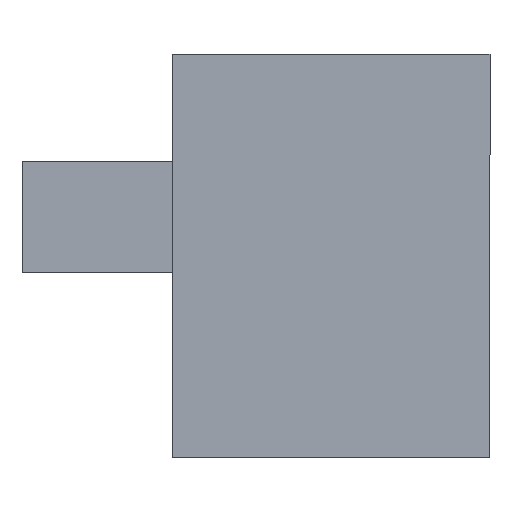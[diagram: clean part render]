
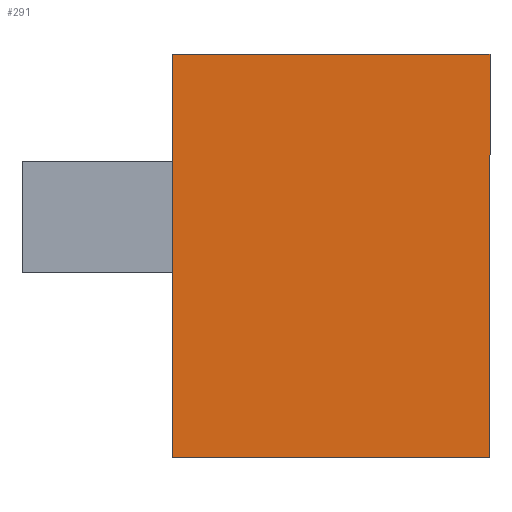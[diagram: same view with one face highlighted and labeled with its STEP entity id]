
A CAD part, front view. The second image highlights one B-rep face of the part: STEP entity #291.
In plain terms, the highlighted planar face has unit normal (0, -1, 0).
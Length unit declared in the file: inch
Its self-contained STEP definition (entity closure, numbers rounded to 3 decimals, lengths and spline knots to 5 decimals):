
#30=FACE_OUTER_BOUND('',#48,.T.);
#48=EDGE_LOOP('',(#246,#247,#248,#249));
#74=LINE('',#453,#110);
#78=LINE('',#461,#114);
#81=LINE('',#467,#117);
#84=LINE('',#472,#120);
#110=VECTOR('',#377,0.3937);
#114=VECTOR('',#383,0.3937);
#117=VECTOR('',#388,0.3937);
#120=VECTOR('',#393,0.3937);
#138=VERTEX_POINT('',#451);
#139=VERTEX_POINT('',#452);
#142=VERTEX_POINT('',#460);
#144=VERTEX_POINT('',#466);
#170=EDGE_CURVE('',#138,#139,#74,.T.);
#174=EDGE_CURVE('',#139,#142,#78,.T.);
#177=EDGE_CURVE('',#142,#144,#81,.T.);
#180=EDGE_CURVE('',#144,#138,#84,.T.);
#246=ORIENTED_EDGE('',*,*,#180,.T.);
#247=ORIENTED_EDGE('',*,*,#170,.T.);
#248=ORIENTED_EDGE('',*,*,#174,.T.);
#249=ORIENTED_EDGE('',*,*,#177,.T.);
#268=PLANE('',#327);
#291=ADVANCED_FACE('',(#30),#268,.T.);
#327=AXIS2_PLACEMENT_3D('',#474,#395,#396);
#377=DIRECTION('',(0.,0.,-1.));
#383=DIRECTION('',(1.,0.,0.));
#388=DIRECTION('',(0.,0.,1.));
#393=DIRECTION('',(-1.,0.,0.));
#395=DIRECTION('center_axis',(0.,-1.,0.));
#396=DIRECTION('ref_axis',(0.,0.,-1.));
#451=CARTESIAN_POINT('',(-0.3937,0.,0.));
#452=CARTESIAN_POINT('',(-0.3937,0.,-0.5));
#453=CARTESIAN_POINT('',(-0.3937,0.,0.));
#460=CARTESIAN_POINT('',(0.,0.,-0.5));
#461=CARTESIAN_POINT('',(-0.3937,0.,-0.5));
#466=CARTESIAN_POINT('',(0.,0.,0.));
#467=CARTESIAN_POINT('',(0.,0.,-0.5));
#472=CARTESIAN_POINT('',(0.,0.,0.));
#474=CARTESIAN_POINT('Origin',(-0.19685,0.,-0.25));
